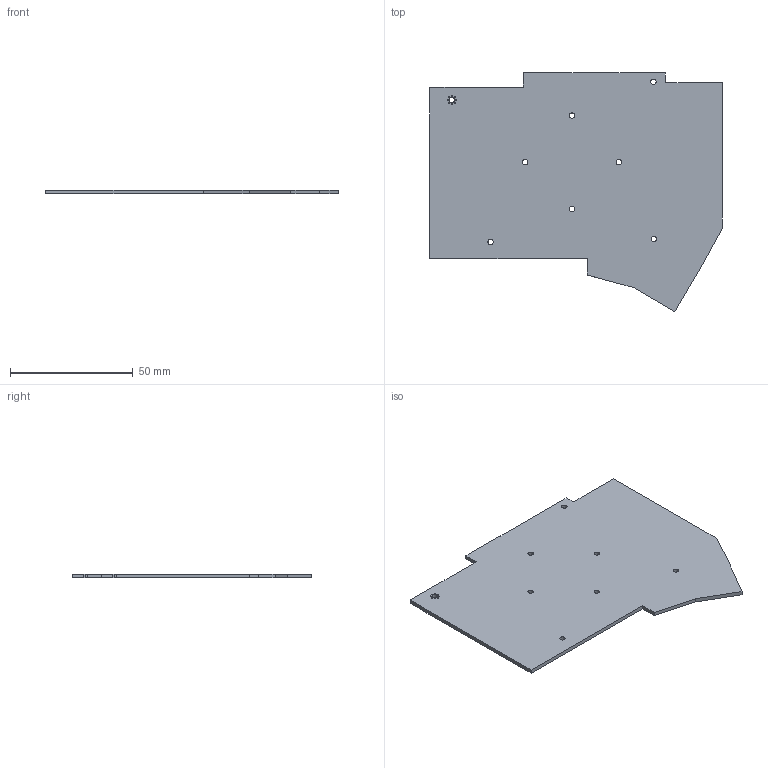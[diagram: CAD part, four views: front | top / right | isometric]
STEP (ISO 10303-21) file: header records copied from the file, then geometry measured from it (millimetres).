
FILE_DESCRIPTION(('KiCad electronic assembly'),'2;1');
FILE_NAME('bottom.step','2023-01-01T20:17:16',('Pcbnew'),('Kicad'), 'Open CASCADE STEP processor 7.6','KiCad to STEP converter','Unknown' );
FILE_SCHEMA(('AUTOMOTIVE_DESIGN { 1 0 10303 214 1 1 1 1 }'));
Length unit declared in the file: millimetre
Products named in the file (2): bottom 1; _autosave-bottom PCB
Assembly tree (1 placements, depth 2):
  bottom 1
    _autosave-bottom PCB
Bounding box: 119.31 x 97.54 x 1.6 mm (x, y, z)
Volume: 14791.8 mm3; surface area: 19247 mm2
Topology: 1 solids, 1 shells, 59 faces, 171 edges, 114 vertices
Faces by surface type: plane 43, cylinder 16
Full cylindrical faces by diameter (mm): 0.4 x8, 2.2 x8
Entity records: 4367 total; most frequent: CARTESIAN_POINT 880, DIRECTION 635, LINE 449, VECTOR 449, ORIENTED_EDGE 342, PCURVE 342, DEFINITIONAL_REPRESENTATION 342, EDGE_CURVE 171
